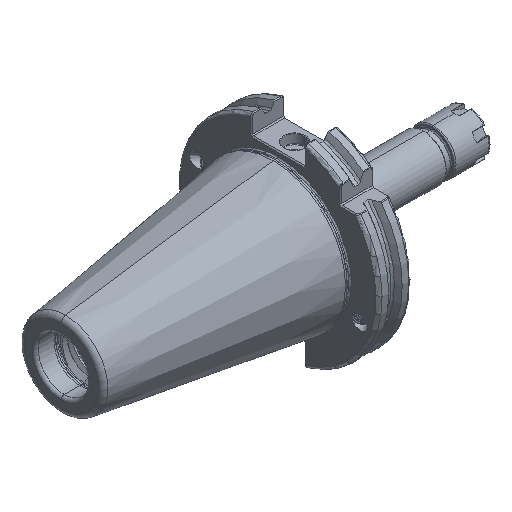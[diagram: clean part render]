
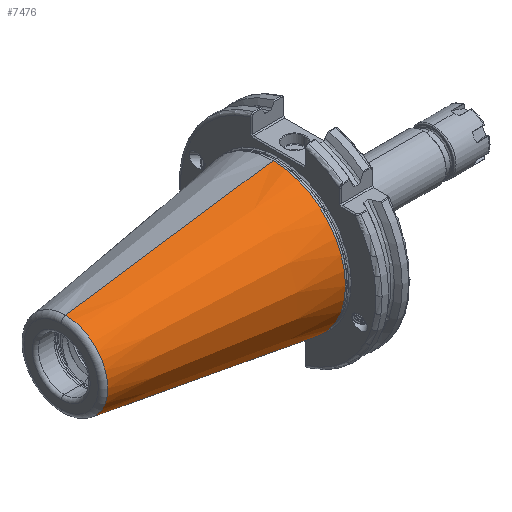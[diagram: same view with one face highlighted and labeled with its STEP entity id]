
A CAD part, isometric view. The second image highlights one B-rep face of the part: STEP entity #7476.
In plain terms, the highlighted conical face has half-angle 8.297 degrees and reference radius 35.392 mm.
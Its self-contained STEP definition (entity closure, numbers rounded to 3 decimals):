
#3571 = DIRECTION ( 'NONE',  ( 0., 0., 1. ) ) ;
#3638 = CARTESIAN_POINT ( 'NONE',  ( -102.811, 0., 0. ) ) ;
#3640 = DIRECTION ( 'NONE',  ( 1., 0., 0. ) ) ;
#3659 = DIRECTION ( 'NONE',  ( 1., 0., 0. ) ) ;
#3670 = DIRECTION ( 'NONE',  ( 0., 1., 0. ) ) ;
#3763 = CARTESIAN_POINT ( 'NONE',  ( -2.5, 0., 0. ) ) ;
#5440 = AXIS2_PLACEMENT_3D ( 'NONE', #3638, #3640, #3571 ) ;
#5452 = AXIS2_PLACEMENT_3D ( 'NONE', #3763, #3659, #3670 ) ;
#5598 = AXIS2_PLACEMENT_3D ( 'NONE', #34238, #34222, #34224 ) ;
#7476 = ADVANCED_FACE ( 'NONE', ( #13291 ), #13304, .T. ) ;
#7775 = DIRECTION ( 'NONE',  ( 0., 0., -1. ) ) ;
#7788 = DIRECTION ( 'NONE',  ( 1., 0., 0. ) ) ;
#7812 = CARTESIAN_POINT ( 'NONE',  ( 0., 0., 0. ) ) ;
#12149 = AXIS2_PLACEMENT_3D ( 'NONE', #7812, #7788, #7775 ) ;
#13291 = FACE_OUTER_BOUND ( 'NONE', #21759, .T. ) ;
#13304 = CONICAL_SURFACE ( 'NONE', #12149, 35.392, 0.145 ) ;
#16533 = VERTEX_POINT ( 'NONE', #18644 ) ;
#16561 = VERTEX_POINT ( 'NONE', #18576 ) ;
#16571 = VERTEX_POINT ( 'NONE', #18529 ) ;
#16579 = VERTEX_POINT ( 'NONE', #18579 ) ;
#16584 = VERTEX_POINT ( 'NONE', #18535 ) ;
#18529 = CARTESIAN_POINT ( 'NONE',  ( -2.5, 0., -35.027 ) ) ;
#18535 = CARTESIAN_POINT ( 'NONE',  ( -2.5, 0., 35.027 ) ) ;
#18576 = CARTESIAN_POINT ( 'NONE',  ( -102.811, 0., 20.399 ) ) ;
#18579 = CARTESIAN_POINT ( 'NONE',  ( -2.5, -35.027, 0. ) ) ;
#18644 = CARTESIAN_POINT ( 'NONE',  ( -102.811, 0., -20.399 ) ) ;
#19611 = ORIENTED_EDGE ( 'NONE', *, *, #32435, .F. ) ;
#19613 = ORIENTED_EDGE ( 'NONE', *, *, #32416, .T. ) ;
#19616 = ORIENTED_EDGE ( 'NONE', *, *, #33365, .T. ) ;
#19792 = ORIENTED_EDGE ( 'NONE', *, *, #33374, .F. ) ;
#19815 = ORIENTED_EDGE ( 'NONE', *, *, #32430, .F. ) ;
#21759 = EDGE_LOOP ( 'NONE', ( #19815, #19616, #19613, #19792, #19611 ) ) ;
#27830 = CIRCLE ( 'NONE', #5598, 35.027 ) ;
#27864 = VECTOR ( 'NONE', #34239, 1000. ) ;
#27869 = LINE ( 'NONE', #34223, #27864 ) ;
#28150 = CIRCLE ( 'NONE', #5452, 35.027 ) ;
#28165 = CIRCLE ( 'NONE', #5440, 20.399 ) ;
#28632 = LINE ( 'NONE', #34152, #28635 ) ;
#28635 = VECTOR ( 'NONE', #34153, 1000. ) ;
#32416 = EDGE_CURVE ( 'NONE', #16533, #16571, #28632, .T. ) ;
#32430 = EDGE_CURVE ( 'NONE', #16561, #16584, #27869, .T. ) ;
#32435 = EDGE_CURVE ( 'NONE', #16584, #16579, #27830, .T. ) ;
#33365 = EDGE_CURVE ( 'NONE', #16561, #16533, #28165, .T. ) ;
#33374 = EDGE_CURVE ( 'NONE', #16579, #16571, #28150, .T. ) ;
#34152 = CARTESIAN_POINT ( 'NONE',  ( 0., 0., -35.392 ) ) ;
#34153 = DIRECTION ( 'NONE',  ( 0.99, 0., -0.144 ) ) ;
#34222 = DIRECTION ( 'NONE',  ( 1., 0., 0. ) ) ;
#34223 = CARTESIAN_POINT ( 'NONE',  ( 0., 0., 35.392 ) ) ;
#34224 = DIRECTION ( 'NONE',  ( 0., 1., 0. ) ) ;
#34238 = CARTESIAN_POINT ( 'NONE',  ( -2.5, 0., 0. ) ) ;
#34239 = DIRECTION ( 'NONE',  ( 0.99, 0., 0.144 ) ) ;
